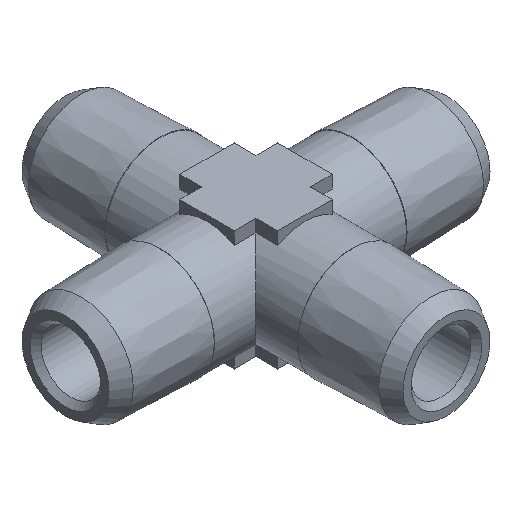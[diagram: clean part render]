
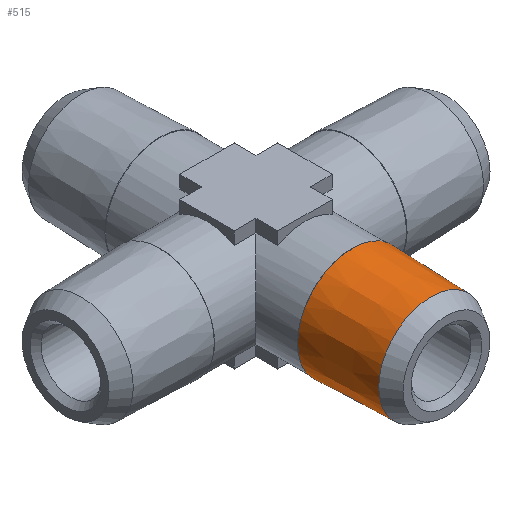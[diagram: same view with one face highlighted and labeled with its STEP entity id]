
A CAD part, isometric view. The second image highlights one B-rep face of the part: STEP entity #515.
In plain terms, the highlighted conical face has half-angle 1.79 degrees and reference radius 4.815 mm.
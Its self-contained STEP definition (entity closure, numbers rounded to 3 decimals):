
#97 = AXIS2_PLACEMENT_3D ( 'NONE', #1098, #1094, #1109 ) ;
#127 = EDGE_CURVE ( 'NONE', #577, #577, #790, .T. ) ;
#151 = EDGE_CURVE ( 'NONE', #575, #575, #759, .T. ) ;
#183 = AXIS2_PLACEMENT_3D ( 'NONE', #424, #426, #419 ) ;
#187 = AXIS2_PLACEMENT_3D ( 'NONE', #351, #291, #350 ) ;
#291 = DIRECTION ( 'NONE',  ( 0., 1., 0. ) ) ;
#350 = DIRECTION ( 'NONE',  ( -1., 0., 0. ) ) ;
#351 = CARTESIAN_POINT ( 'NONE',  ( 0., 14.159, 0. ) ) ;
#419 = DIRECTION ( 'NONE',  ( -1., 0., 0. ) ) ;
#424 = CARTESIAN_POINT ( 'NONE',  ( 0., 6.912, 0. ) ) ;
#426 = DIRECTION ( 'NONE',  ( 0., 1., 0. ) ) ;
#515 = ADVANCED_FACE ( 'NONE', ( #645, #646 ), #638, .T. ) ;
#575 = VERTEX_POINT ( 'NONE', #1142 ) ;
#577 = VERTEX_POINT ( 'NONE', #1145 ) ;
#638 = CONICAL_SURFACE ( 'NONE', #97, 4.815, 0.031 ) ;
#645 = FACE_OUTER_BOUND ( 'NONE', #1063, .T. ) ;
#646 = FACE_BOUND ( 'NONE', #1057, .T. ) ;
#759 = CIRCLE ( 'NONE', #183, 4.815 ) ;
#790 = CIRCLE ( 'NONE', #187, 5.041 ) ;
#816 = ORIENTED_EDGE ( 'NONE', *, *, #151, .T. ) ;
#1000 = ORIENTED_EDGE ( 'NONE', *, *, #127, .F. ) ;
#1057 = EDGE_LOOP ( 'NONE', ( #816 ) ) ;
#1063 = EDGE_LOOP ( 'NONE', ( #1000 ) ) ;
#1094 = DIRECTION ( 'NONE',  ( 0., 1., 0. ) ) ;
#1098 = CARTESIAN_POINT ( 'NONE',  ( 0., 6.912, 0. ) ) ;
#1109 = DIRECTION ( 'NONE',  ( 0., 0., 1. ) ) ;
#1142 = CARTESIAN_POINT ( 'NONE',  ( -4.815, 6.912, 0. ) ) ;
#1145 = CARTESIAN_POINT ( 'NONE',  ( -5.041, 14.159, 0. ) ) ;
